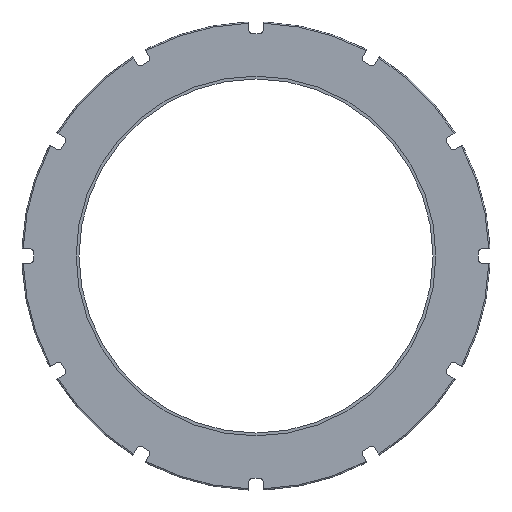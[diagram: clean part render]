
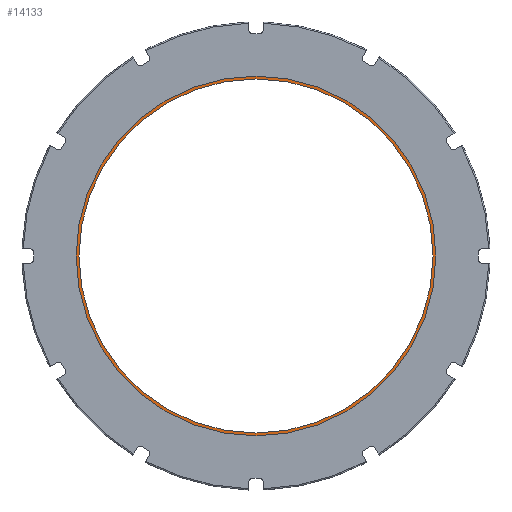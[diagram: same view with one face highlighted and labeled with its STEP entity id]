
A CAD part, left-side view. The second image highlights one B-rep face of the part: STEP entity #14133.
In plain terms, the highlighted planar face has unit normal (-1, 0, 0).
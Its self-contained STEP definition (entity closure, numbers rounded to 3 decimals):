
#177 = DIRECTION ( 'NONE',  ( 0., -1., 0. ) ) ;
#428 = CARTESIAN_POINT ( 'NONE',  ( 1.02, -3.1, 0. ) ) ;
#1019 = CIRCLE ( 'NONE', #1301, 3.1 ) ;
#1297 = ORIENTED_EDGE ( 'NONE', *, *, #1501, .T. ) ;
#1301 = AXIS2_PLACEMENT_3D ( 'NONE', #13981, #16911, #1863 ) ;
#1501 = EDGE_CURVE ( 'NONE', #13014, #12692, #3828, .T. ) ;
#1524 = CARTESIAN_POINT ( 'NONE',  ( 1.02, 0., 0. ) ) ;
#1649 = CARTESIAN_POINT ( 'NONE',  ( 1.02, -3.15, 0. ) ) ;
#1863 = DIRECTION ( 'NONE',  ( 0., -1., 0. ) ) ;
#2239 = DIRECTION ( 'NONE',  ( -1., 0., 0. ) ) ;
#3472 = FACE_OUTER_BOUND ( 'NONE', #9356, .T. ) ;
#3571 = CARTESIAN_POINT ( 'NONE',  ( 1.02, -3.15, 0. ) ) ;
#3828 = CIRCLE ( 'NONE', #13792, 3.15 ) ;
#4227 = CARTESIAN_POINT ( 'NONE',  ( 1.02, 3.1, 0. ) ) ;
#4429 = VERTEX_POINT ( 'NONE', #428 ) ;
#4579 = DIRECTION ( 'NONE',  ( -1., 0., 0. ) ) ;
#9356 = EDGE_LOOP ( 'NONE', ( #1297, #11842 ) ) ;
#9562 = EDGE_CURVE ( 'NONE', #4429, #16730, #15200, .T. ) ;
#9685 = DIRECTION ( 'NONE',  ( -1., 0., 0. ) ) ;
#9731 = AXIS2_PLACEMENT_3D ( 'NONE', #1524, #9685, #177 ) ;
#10197 = EDGE_CURVE ( 'NONE', #16730, #4429, #1019, .T. ) ;
#10321 = AXIS2_PLACEMENT_3D ( 'NONE', #3571, #2239, #11395 ) ;
#11026 = CARTESIAN_POINT ( 'NONE',  ( 1.02, 0., 0. ) ) ;
#11395 = DIRECTION ( 'NONE',  ( 0., -1., 0. ) ) ;
#11653 = ORIENTED_EDGE ( 'NONE', *, *, #9562, .F. ) ;
#11842 = ORIENTED_EDGE ( 'NONE', *, *, #12409, .T. ) ;
#12409 = EDGE_CURVE ( 'NONE', #12692, #13014, #13454, .T. ) ;
#12537 = CARTESIAN_POINT ( 'NONE',  ( 1.02, 3.15, 0. ) ) ;
#12621 = DIRECTION ( 'NONE',  ( 0., -1., 0. ) ) ;
#12652 = ORIENTED_EDGE ( 'NONE', *, *, #10197, .F. ) ;
#12692 = VERTEX_POINT ( 'NONE', #12537 ) ;
#12935 = AXIS2_PLACEMENT_3D ( 'NONE', #16786, #4579, #12621 ) ;
#13014 = VERTEX_POINT ( 'NONE', #1649 ) ;
#13454 = CIRCLE ( 'NONE', #9731, 3.15 ) ;
#13502 = EDGE_LOOP ( 'NONE', ( #11653, #12652 ) ) ;
#13792 = AXIS2_PLACEMENT_3D ( 'NONE', #11026, #16288, #16457 ) ;
#13981 = CARTESIAN_POINT ( 'NONE',  ( 1.02, 0., 0. ) ) ;
#14133 = ADVANCED_FACE ( 'NONE', ( #3472, #16932 ), #17191, .T. ) ;
#15200 = CIRCLE ( 'NONE', #12935, 3.1 ) ;
#16288 = DIRECTION ( 'NONE',  ( -1., 0., 0. ) ) ;
#16457 = DIRECTION ( 'NONE',  ( 0., -1., 0. ) ) ;
#16730 = VERTEX_POINT ( 'NONE', #4227 ) ;
#16786 = CARTESIAN_POINT ( 'NONE',  ( 1.02, 0., 0. ) ) ;
#16911 = DIRECTION ( 'NONE',  ( -1., 0., 0. ) ) ;
#16932 = FACE_BOUND ( 'NONE', #13502, .T. ) ;
#17191 = PLANE ( 'NONE',  #10321 ) ;
